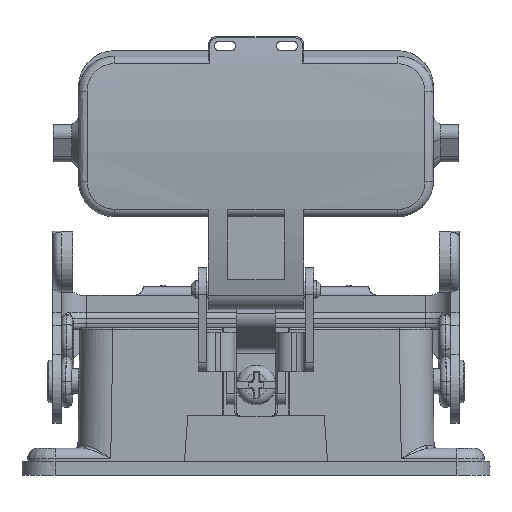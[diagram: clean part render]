
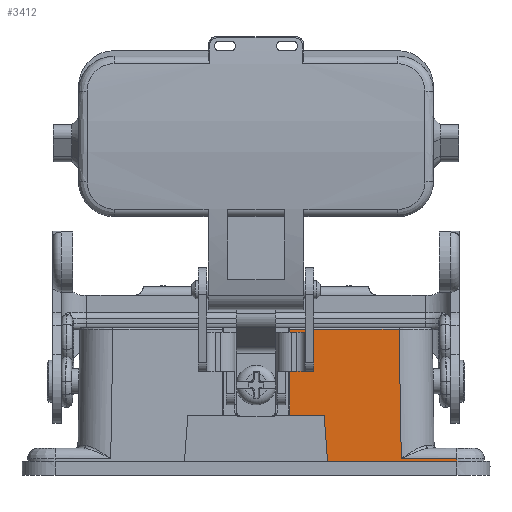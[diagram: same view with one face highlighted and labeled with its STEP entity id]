
A CAD part, left-side view. The second image highlights one B-rep face of the part: STEP entity #3412.
In plain terms, the highlighted planar face has unit normal (-1, 0, 0.017).
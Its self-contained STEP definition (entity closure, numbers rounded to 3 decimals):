
#896=FACE_OUTER_BOUND('',#5616,.T.);
#3412=ADVANCED_FACE('',(#896),#4629,.F.);
#4629=PLANE('',#21480);
#5616=EDGE_LOOP('',(#7167,#7168,#7169,#7170,#7171,#7172,#7173,#7174));
#7167=ORIENTED_EDGE('',*,*,#15371,.F.);
#7168=ORIENTED_EDGE('',*,*,#15368,.T.);
#7169=ORIENTED_EDGE('',*,*,#15372,.F.);
#7170=ORIENTED_EDGE('',*,*,#15373,.T.);
#7171=ORIENTED_EDGE('',*,*,#15374,.F.);
#7172=ORIENTED_EDGE('',*,*,#15375,.F.);
#7173=ORIENTED_EDGE('',*,*,#15255,.F.);
#7174=ORIENTED_EDGE('',*,*,#15376,.F.);
#13229=VERTEX_POINT('',#28958);
#13230=VERTEX_POINT('',#28960);
#13324=VERTEX_POINT('',#29728);
#13325=VERTEX_POINT('',#29729);
#13326=VERTEX_POINT('',#29739);
#13327=VERTEX_POINT('',#29741);
#13328=VERTEX_POINT('',#29743);
#13329=VERTEX_POINT('',#29745);
#15255=EDGE_CURVE('',#13229,#13230,#18343,.T.);
#15368=EDGE_CURVE('',#13324,#13325,#18413,.T.);
#15371=EDGE_CURVE('',#13324,#13326,#18414,.T.);
#15372=EDGE_CURVE('',#13327,#13325,#18415,.T.);
#15373=EDGE_CURVE('',#13327,#13328,#18416,.T.);
#15374=EDGE_CURVE('',#13329,#13328,#18417,.T.);
#15375=EDGE_CURVE('',#13230,#13329,#18418,.T.);
#15376=EDGE_CURVE('',#13326,#13229,#18419,.T.);
#18343=LINE('',#28959,#19884);
#18413=LINE('',#29727,#19954);
#18414=LINE('',#29738,#19955);
#18415=LINE('',#29740,#19956);
#18416=LINE('',#29742,#19957);
#18417=LINE('',#29744,#19958);
#18418=LINE('',#29746,#19959);
#18419=LINE('',#29747,#19960);
#19884=VECTOR('',#23433,1.);
#19954=VECTOR('',#23591,1.);
#19955=VECTOR('',#23596,1.);
#19956=VECTOR('',#23597,1.);
#19957=VECTOR('',#23598,1.);
#19958=VECTOR('',#23599,1.);
#19959=VECTOR('',#23600,1.);
#19960=VECTOR('',#23601,1.);
#21480=AXIS2_PLACEMENT_3D('',#29748,#23602,#23603);
#23433=DIRECTION('',(0.,1.,0.));
#23591=DIRECTION('',(0.017,0.017,1.));
#23596=DIRECTION('',(0.,1.,0.));
#23597=DIRECTION('',(0.,-1.,0.));
#23598=DIRECTION('',(0.017,0.017,1.));
#23599=DIRECTION('',(0.,-1.,0.));
#23600=DIRECTION('',(0.017,0.,1.));
#23601=DIRECTION('',(0.017,0.075,0.997));
#23602=DIRECTION('',(1.,0.,-0.017));
#23603=DIRECTION('',(-0.017,0.,-1.));
#28958=CARTESIAN_POINT('',(-14.516,-12.075,9.33));
#28959=CARTESIAN_POINT('',(-14.516,12.1,9.33));
#28960=CARTESIAN_POINT('',(-14.516,-5.95,9.33));
#29727=CARTESIAN_POINT('',(-14.672,-35.623,0.15));
#29728=CARTESIAN_POINT('',(-14.655,-35.606,1.15));
#29729=CARTESIAN_POINT('',(-14.647,-35.598,1.631));
#29738=CARTESIAN_POINT('',(-14.655,9.173,1.15));
#29739=CARTESIAN_POINT('',(-14.655,-12.688,1.15));
#29740=CARTESIAN_POINT('',(-14.647,-25.747,1.631));
#29741=CARTESIAN_POINT('',(-14.647,-25.747,1.631));
#29742=CARTESIAN_POINT('',(-14.647,-25.747,1.631));
#29743=CARTESIAN_POINT('',(-14.257,-25.358,24.554));
#29744=CARTESIAN_POINT('',(-14.257,-5.95,24.554));
#29745=CARTESIAN_POINT('',(-14.257,-5.95,24.554));
#29746=CARTESIAN_POINT('',(-14.516,-5.95,9.33));
#29747=CARTESIAN_POINT('',(-14.672,-12.763,0.15));
#29748=CARTESIAN_POINT('',(-14.675,9.173,-0.003));
